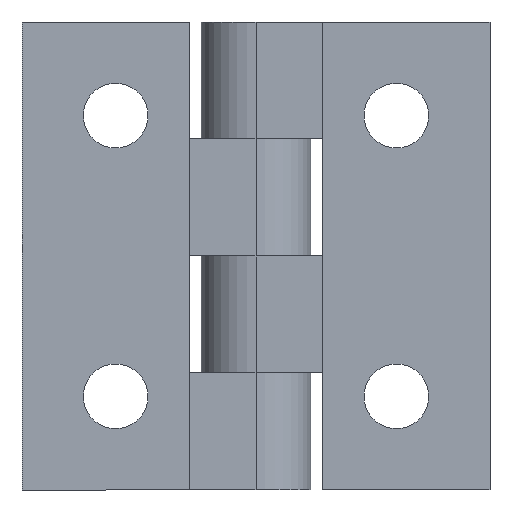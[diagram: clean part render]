
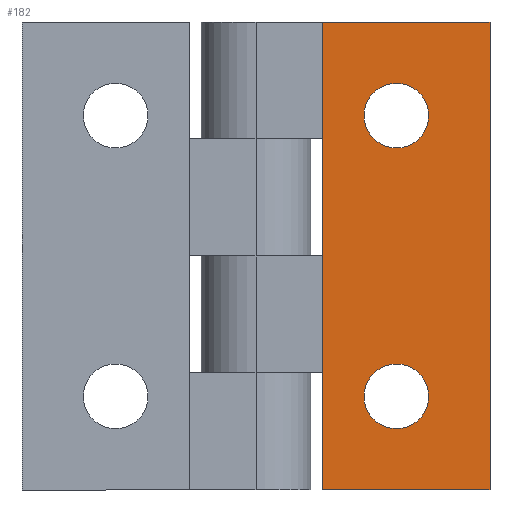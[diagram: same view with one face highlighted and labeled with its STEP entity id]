
A CAD part, front view. The second image highlights one B-rep face of the part: STEP entity #182.
In plain terms, the highlighted planar face has unit normal (0, -1, 0).
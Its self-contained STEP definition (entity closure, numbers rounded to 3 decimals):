
#182=ADVANCED_FACE('',(#409,#410,#411),#412,.T.);
#409=FACE_BOUND('',#688,.T.);
#410=FACE_BOUND('',#689,.T.);
#411=FACE_OUTER_BOUND('',#690,.T.);
#412=PLANE('',#691);
#688=EDGE_LOOP('',(#1178,#1179));
#689=EDGE_LOOP('',(#1180,#1181));
#690=EDGE_LOOP('',(#1182,#1183,#1184,#1185));
#691=AXIS2_PLACEMENT_3D('',#1186,#1187,#1188);
#1178=ORIENTED_EDGE('',*,*,#1675,.T.);
#1179=ORIENTED_EDGE('',*,*,#1693,.T.);
#1180=ORIENTED_EDGE('',*,*,#1657,.T.);
#1181=ORIENTED_EDGE('',*,*,#1720,.T.);
#1182=ORIENTED_EDGE('',*,*,#1792,.T.);
#1183=ORIENTED_EDGE('',*,*,#1789,.F.);
#1184=ORIENTED_EDGE('',*,*,#1793,.F.);
#1185=ORIENTED_EDGE('',*,*,#1794,.T.);
#1186=CARTESIAN_POINT('',(19.25,-8.0,0.0));
#1187=DIRECTION('',(0.,-1.0,0.0));
#1188=DIRECTION('',(1.0,0.,-0.0));
#1657=EDGE_CURVE('',#1977,#1981,#1983,.T.);
#1675=EDGE_CURVE('',#2007,#2009,#2011,.T.);
#1693=EDGE_CURVE('',#2009,#2007,#2037,.T.);
#1720=EDGE_CURVE('',#1981,#1977,#2078,.T.);
#1789=EDGE_CURVE('',#2176,#2178,#2179,.T.);
#1792=EDGE_CURVE('',#2182,#2178,#2183,.T.);
#1793=EDGE_CURVE('',#2184,#2176,#2185,.T.);
#1794=EDGE_CURVE('',#2184,#2182,#2186,.T.);
#1977=VERTEX_POINT('',#2448);
#1981=VERTEX_POINT('',#2453);
#1983=CIRCLE('',#2456,4.15);
#2007=VERTEX_POINT('',#2485);
#2009=VERTEX_POINT('',#2488);
#2011=CIRCLE('',#2491,4.15);
#2037=CIRCLE('',#2521,4.15);
#2078=CIRCLE('',#2574,4.15);
#2176=VERTEX_POINT('',#2715);
#2178=VERTEX_POINT('',#2718);
#2179=LINE('',#2719,#2720);
#2182=VERTEX_POINT('',#2724);
#2183=LINE('',#2725,#2726);
#2184=VERTEX_POINT('',#2727);
#2185=LINE('',#2728,#2729);
#2186=LINE('',#2730,#2731);
#2448=CARTESIAN_POINT('',(13.85,-8.0,12.0));
#2453=CARTESIAN_POINT('',(22.15,-8.0,12.0));
#2456=AXIS2_PLACEMENT_3D('',#3079,#3080,#3081);
#2485=CARTESIAN_POINT('',(13.85,-8.0,48.0));
#2488=CARTESIAN_POINT('',(22.15,-8.0,48.0));
#2491=AXIS2_PLACEMENT_3D('',#3107,#3108,#3109);
#2521=AXIS2_PLACEMENT_3D('',#3138,#3139,#3140);
#2574=AXIS2_PLACEMENT_3D('',#3180,#3181,#3182);
#2715=CARTESIAN_POINT('',(8.5,-8.0,0.0));
#2718=CARTESIAN_POINT('',(8.5,-8.0,60.0));
#2719=CARTESIAN_POINT('',(8.5,-8.0,0.0));
#2720=VECTOR('',#3242,1.0);
#2724=CARTESIAN_POINT('',(30.0,-8.0,60.0));
#2725=CARTESIAN_POINT('',(30.0,-8.0,60.0));
#2726=VECTOR('',#3244,1.0);
#2727=CARTESIAN_POINT('',(30.0,-8.0,0.0));
#2728=CARTESIAN_POINT('',(30.0,-8.0,0.0));
#2729=VECTOR('',#3245,1.0);
#2730=CARTESIAN_POINT('',(30.0,-8.0,0.0));
#2731=VECTOR('',#3246,1.0);
#3079=CARTESIAN_POINT('',(18.0,-8.0,12.0));
#3080=DIRECTION('',(0.,1.0,-0.0));
#3081=DIRECTION('',(-1.0,0.,0.0));
#3107=CARTESIAN_POINT('',(18.0,-8.0,48.0));
#3108=DIRECTION('',(0.,1.0,-0.0));
#3109=DIRECTION('',(-1.0,0.,0.0));
#3138=CARTESIAN_POINT('',(18.0,-8.0,48.0));
#3139=DIRECTION('',(0.,1.0,-0.0));
#3140=DIRECTION('',(-1.0,0.,0.0));
#3180=CARTESIAN_POINT('',(18.0,-8.0,12.0));
#3181=DIRECTION('',(0.,1.0,-0.0));
#3182=DIRECTION('',(-1.0,0.,0.0));
#3242=DIRECTION('',(0.0,0.0,1.0));
#3244=DIRECTION('',(-1.0,0.,0.0));
#3245=DIRECTION('',(-1.0,0.,0.0));
#3246=DIRECTION('',(0.0,0.0,1.0));
